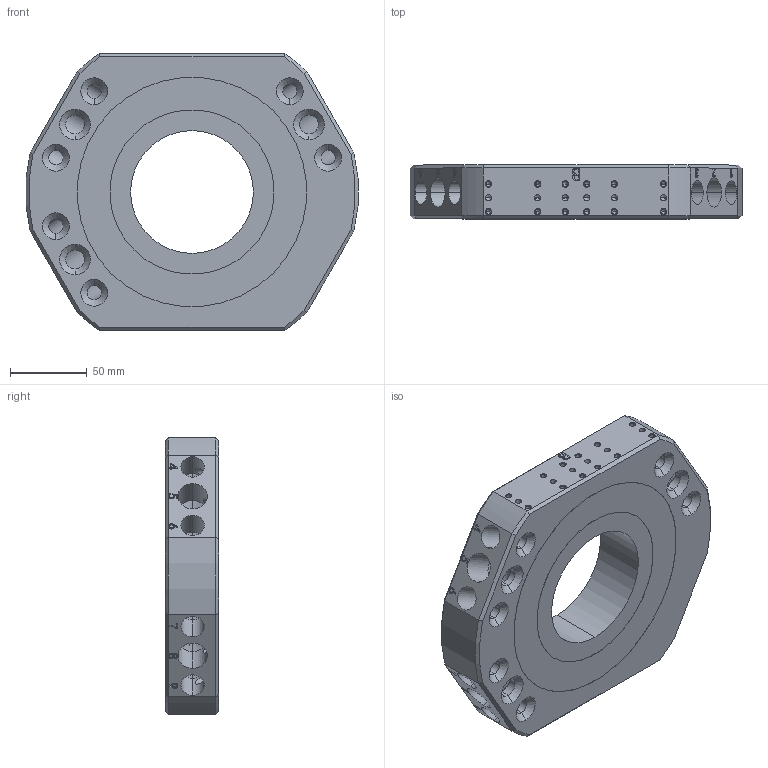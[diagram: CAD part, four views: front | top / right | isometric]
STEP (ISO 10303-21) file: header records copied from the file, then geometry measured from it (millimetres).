
FILE_DESCRIPTION (( 'STEP AP203' ), '1' );
FILE_NAME ('QTC300-T.STEP', '2025-10-23T07:18:42', ( 'USER-' ), ( 'Microsoft' ), 'SwSTEP 2.0', 'SolidWorks 2018', '' );
FILE_SCHEMA (( 'CONFIG_CONTROL_DESIGN' ));
Length unit declared in the file: millimetre
Products named in the file (4): QTC300-T-10 結遠; QTC300-T-09 譫攫翋釱; QTC300-T; 16x8-R1.5
Assembly tree (3 placements, depth 2):
  QTC300-T
    QTC300-T-09 譫攫翋釱
    QTC300-T-10 結遠
    16x8-R1.5
Bounding box: 216.34 x 35.1 x 180 mm (x, y, z)
Volume: 913964.2 mm3; surface area: 124117.5 mm2
Topology: 3 solids, 3 shells, 931 faces, 2427 edges, 1513 vertices
Faces by surface type: plane 358, cylinder 205, bspline 194, cone 174
Entity records: 38056 total; most frequent: CARTESIAN_POINT 16333, ORIENTED_EDGE 4674, DIRECTION 3854, EDGE_CURVE 2337, VERTEX_POINT 1513, VECTOR 1410, LINE 1410, AXIS2_PLACEMENT_3D 1222
